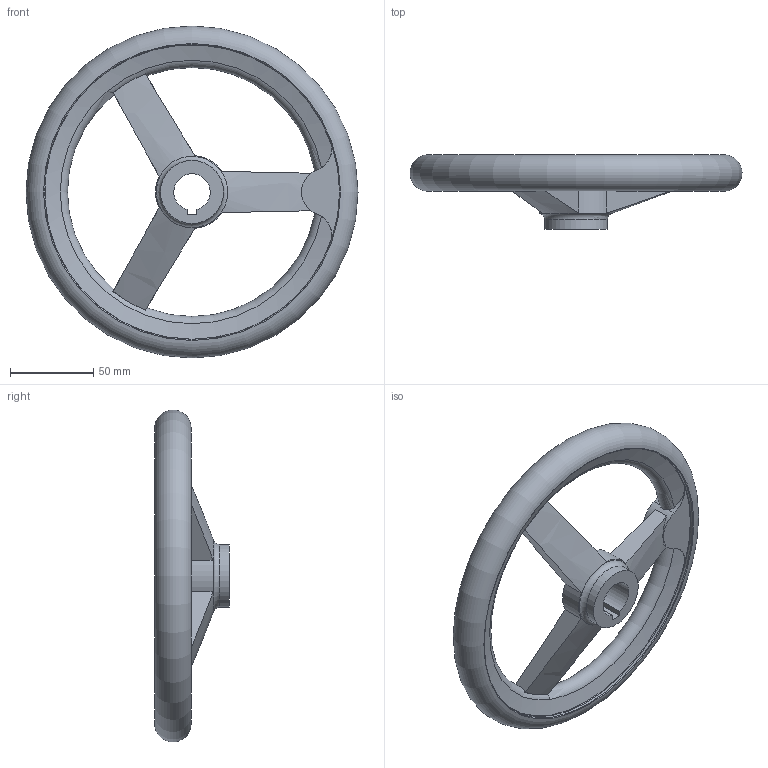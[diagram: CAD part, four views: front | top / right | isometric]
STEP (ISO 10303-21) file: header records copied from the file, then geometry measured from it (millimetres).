
FILE_DESCRIPTION( ( 'STEP AP214' ), '1' );
FILE_NAME( 'K0671.1200X22.stp', '2020-12-09T10:59:32', ( '' ), ( '' ), ' ', 'PARTsolutions', ' ' );
FILE_SCHEMA( ( 'AUTOMOTIVE_DESIGN { 1 0 10303 214 1 1 1 1 }' ) );
Length unit declared in the file: millimetre
Products named in the file (1): _K0671.1200X22
Bounding box: 200 x 44.99 x 200 mm (x, y, z)
Volume: 273235.1 mm3; surface area: 59166.4 mm2
Topology: 1 solids, 1 shells, 42 faces, 119 edges, 76 vertices
Faces by surface type: cylinder 13, plane 13, torus 12, cone 4
Full cylindrical faces by diameter (mm): 38 x2, 178 x2
Entity records: 1992 total; most frequent: CARTESIAN_POINT 656, ORIENTED_EDGE 204, DIRECTION 188, EDGE_CURVE 102, AXIS2_PLACEMENT_3D 83, VERTEX_POINT 73, EDGE_LOOP 60, FACE_OUTER_BOUND 53
